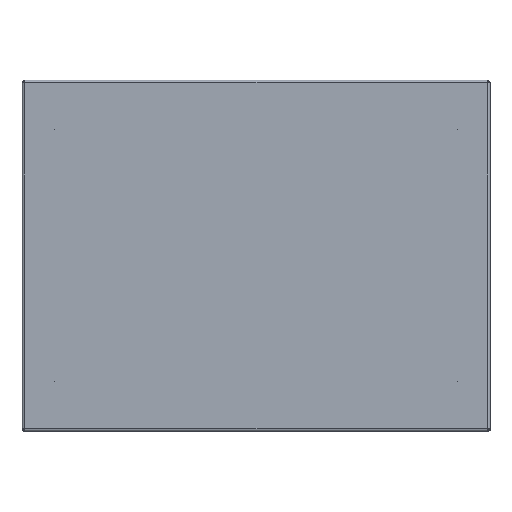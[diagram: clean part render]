
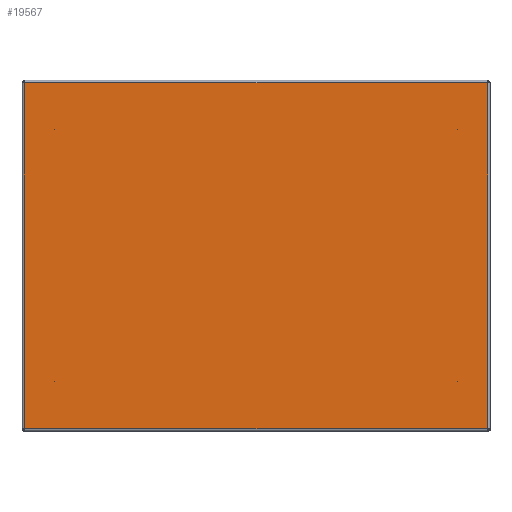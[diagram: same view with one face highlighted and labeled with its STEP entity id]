
A CAD part, front view. The second image highlights one B-rep face of the part: STEP entity #19567.
In plain terms, the highlighted planar face has unit normal (0, -1, 0).
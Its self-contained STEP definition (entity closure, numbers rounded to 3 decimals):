
#1428=LINE('',#32893,#2690);
#1439=LINE('',#32981,#2701);
#1450=LINE('',#33069,#2712);
#1461=LINE('',#33157,#2723);
#1463=LINE('',#33182,#2725);
#1466=LINE('',#33188,#2728);
#1467=LINE('',#33189,#2729);
#1468=LINE('',#33191,#2730);
#1469=LINE('',#33192,#2731);
#1470=LINE('',#33194,#2732);
#1471=LINE('',#33195,#2733);
#1472=LINE('',#33196,#2734);
#2690=VECTOR('',#25209,395.631);
#2701=VECTOR('',#25246,295.631);
#2712=VECTOR('',#25283,295.631);
#2723=VECTOR('',#25320,395.631);
#2725=VECTOR('',#25326,0.184);
#2728=VECTOR('',#25331,0.184);
#2729=VECTOR('',#25332,0.184);
#2730=VECTOR('',#25333,0.184);
#2731=VECTOR('',#25334,0.184);
#2732=VECTOR('',#25335,0.184);
#2733=VECTOR('',#25336,0.184);
#2734=VECTOR('',#25337,0.184);
#4797=FACE_OUTER_BOUND('',#6256,.T.);
#6256=EDGE_LOOP('',(#15165,#15166,#15167,#15168,#15169,#15170,#15171,#15172,
#15173,#15174,#15175,#15176));
#8607=VERTEX_POINT('',#32843);
#8612=VERTEX_POINT('',#32869);
#8619=VERTEX_POINT('',#32931);
#8624=VERTEX_POINT('',#32957);
#8631=VERTEX_POINT('',#33019);
#8636=VERTEX_POINT('',#33045);
#8643=VERTEX_POINT('',#33107);
#8648=VERTEX_POINT('',#33133);
#8649=VERTEX_POINT('',#33181);
#8651=VERTEX_POINT('',#33187);
#8652=VERTEX_POINT('',#33190);
#8653=VERTEX_POINT('',#33193);
#10853=EDGE_CURVE('',#8607,#8612,#1428,.T.);
#10874=EDGE_CURVE('',#8619,#8624,#1439,.T.);
#10895=EDGE_CURVE('',#8631,#8636,#1450,.T.);
#10916=EDGE_CURVE('',#8643,#8648,#1461,.T.);
#10919=EDGE_CURVE('',#8649,#8607,#1463,.T.);
#10922=EDGE_CURVE('',#8612,#8651,#1466,.T.);
#10923=EDGE_CURVE('',#8651,#8619,#1467,.T.);
#10924=EDGE_CURVE('',#8624,#8652,#1468,.T.);
#10925=EDGE_CURVE('',#8652,#8643,#1469,.T.);
#10926=EDGE_CURVE('',#8648,#8653,#1470,.T.);
#10927=EDGE_CURVE('',#8653,#8631,#1471,.T.);
#10928=EDGE_CURVE('',#8636,#8649,#1472,.T.);
#15165=ORIENTED_EDGE('',*,*,#10853,.T.);
#15166=ORIENTED_EDGE('',*,*,#10922,.T.);
#15167=ORIENTED_EDGE('',*,*,#10923,.T.);
#15168=ORIENTED_EDGE('',*,*,#10874,.T.);
#15169=ORIENTED_EDGE('',*,*,#10924,.T.);
#15170=ORIENTED_EDGE('',*,*,#10925,.T.);
#15171=ORIENTED_EDGE('',*,*,#10916,.T.);
#15172=ORIENTED_EDGE('',*,*,#10926,.T.);
#15173=ORIENTED_EDGE('',*,*,#10927,.T.);
#15174=ORIENTED_EDGE('',*,*,#10895,.T.);
#15175=ORIENTED_EDGE('',*,*,#10928,.T.);
#15176=ORIENTED_EDGE('',*,*,#10919,.T.);
#17380=PLANE('',#21282);
#19567=ADVANCED_FACE('',(#4797),#17380,.F.);
#21282=AXIS2_PLACEMENT_3D('',#33186,#25329,#25330);
#25209=DIRECTION('',(1.,0.,0.));
#25246=DIRECTION('',(0.,0.,1.));
#25283=DIRECTION('',(0.,0.,-1.));
#25320=DIRECTION('',(-1.,0.,0.));
#25326=DIRECTION('',(0.,0.,-1.));
#25329=DIRECTION('center_axis',(0.,1.,0.));
#25330=DIRECTION('ref_axis',(0.,0.,1.));
#25331=DIRECTION('',(0.,0.,1.));
#25332=DIRECTION('',(1.,0.,0.));
#25333=DIRECTION('',(-1.,0.,0.));
#25334=DIRECTION('',(0.,0.,1.));
#25335=DIRECTION('',(0.,0.,-1.));
#25336=DIRECTION('',(-1.,0.,0.));
#25337=DIRECTION('',(1.,0.,0.));
#32843=CARTESIAN_POINT('',(-197.816,0.,-148.));
#32869=CARTESIAN_POINT('',(197.816,0.,-148.));
#32893=CARTESIAN_POINT('',(-99.,0.,-148.));
#32931=CARTESIAN_POINT('',(198.,0.,-147.816));
#32957=CARTESIAN_POINT('',(198.,0.,147.816));
#32981=CARTESIAN_POINT('',(198.,0.,-74.));
#33019=CARTESIAN_POINT('',(-198.,0.,147.816));
#33045=CARTESIAN_POINT('',(-198.,0.,-147.816));
#33069=CARTESIAN_POINT('',(-198.,0.,74.));
#33107=CARTESIAN_POINT('',(197.816,0.,148.));
#33133=CARTESIAN_POINT('',(-197.816,0.,148.));
#33157=CARTESIAN_POINT('',(99.,0.,148.));
#33181=CARTESIAN_POINT('',(-197.816,0.,-147.816));
#33182=CARTESIAN_POINT('',(-197.816,0.,-73.908));
#33186=CARTESIAN_POINT('Origin',(0.,0.,0.));
#33187=CARTESIAN_POINT('',(197.816,0.,-147.816));
#33188=CARTESIAN_POINT('',(197.816,0.,-74.908));
#33189=CARTESIAN_POINT('',(98.908,0.,-147.816));
#33190=CARTESIAN_POINT('',(197.816,0.,147.816));
#33191=CARTESIAN_POINT('',(99.908,0.,147.816));
#33192=CARTESIAN_POINT('',(197.816,0.,73.908));
#33193=CARTESIAN_POINT('',(-197.816,0.,147.816));
#33194=CARTESIAN_POINT('',(-197.816,0.,74.908));
#33195=CARTESIAN_POINT('',(-98.908,0.,147.816));
#33196=CARTESIAN_POINT('',(-99.908,0.,-147.816));
